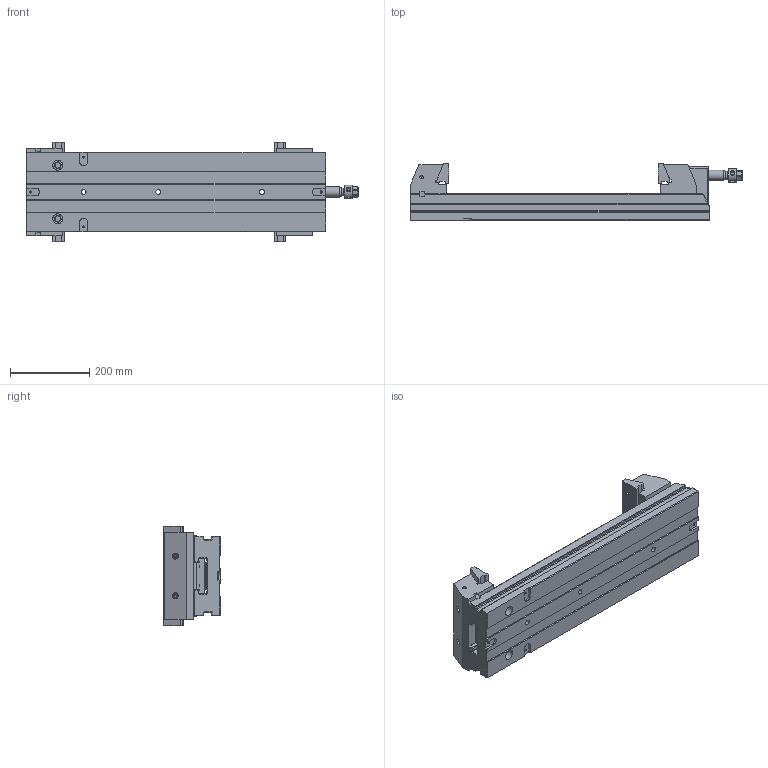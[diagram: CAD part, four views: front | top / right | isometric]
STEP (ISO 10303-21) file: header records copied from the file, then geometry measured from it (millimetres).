
FILE_DESCRIPTION(/* description */ (''),/* implementation_level */ '2;1');
FILE_NAME(/* name */ '30_250GX_Mordaza.stp',/* time_stamp */ '2019-06-19T16:40:17+02:00',/* author */ (''),/* organization */ (''),/* preprocessor_version */ 'ST-DEVELOPER v16',/* originating_system */ 'SIEMENS PLM Software NX 11.0',/* authorisation */ '');
FILE_SCHEMA (('AUTOMOTIVE_DESIGN { 1 0 10303 214 3 1 1 1 }'));
Length unit declared in the file: millimetre
Products named in the file (1): 30_250GX_Mordaza
Bounding box: 836 x 142 x 250 mm (x, y, z)
Volume: 10678950.4 mm3; surface area: 916337.6 mm2
Topology: 12 solids, 12 shells, 638 faces, 1671 edges, 1094 vertices
Faces by surface type: plane 470, cylinder 103, cone 36, sphere 20, torus 9
Full cylindrical faces by diameter (mm): 4.351 x1, 5.188 x6, 6.5 x2, 6.985 x4, 8.5 x4, 8.782 x6, 9.5 x4, 10.5 x4, 10.579 x3, 12 x4, 12.376 x3, 13 x3, 14.376 x2, 15 x4, 15.5 x2, 16.5 x1, 17 x2, 18 x5, 19 x5, 20 x3, 21.25 x1, 25 x2, 26 x1, 28 x2, 30 x2, 33.8 x1, 34 x3
Entity records: 18729 total; most frequent: CARTESIAN_POINT 3499, DIRECTION 3021, ORIENTED_EDGE 2966, EDGE_CURVE 1483, LINE 1161, VECTOR 1161, VERTEX_POINT 1042, AXIS2_PLACEMENT_3D 930
